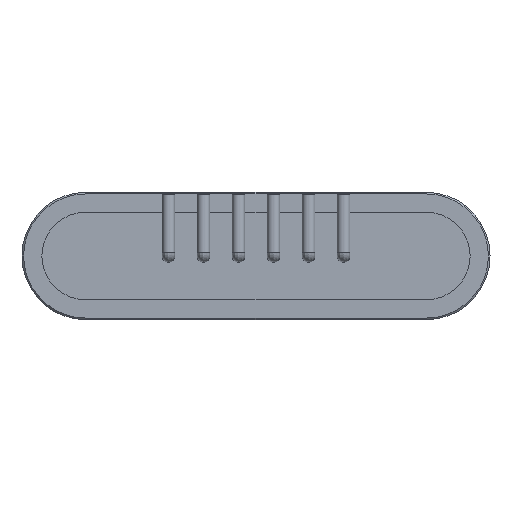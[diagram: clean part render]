
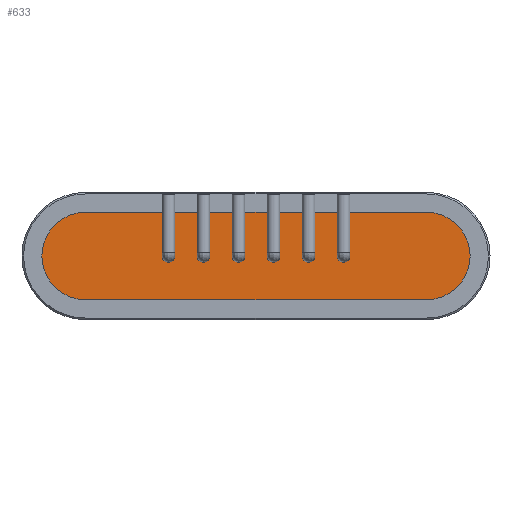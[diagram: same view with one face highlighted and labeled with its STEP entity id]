
A CAD part, left-side view. The second image highlights one B-rep face of the part: STEP entity #633.
In plain terms, the highlighted planar face has unit normal (-1, 0, 0).
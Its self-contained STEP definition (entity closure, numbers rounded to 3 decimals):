
#442 = VERTEX_POINT('',#443);
#443 = CARTESIAN_POINT('',(-2.6,-10.7,2.75));
#449 = EDGE_CURVE('',#442,#450,#452,.T.);
#450 = VERTEX_POINT('',#451);
#451 = CARTESIAN_POINT('',(-2.6,-10.7,-2.75));
#452 = CIRCLE('',#453,2.75);
#453 = AXIS2_PLACEMENT_3D('',#454,#455,#456);
#454 = CARTESIAN_POINT('',(-2.6,-10.7,0.));
#455 = DIRECTION('',(1.,0.,0.));
#456 = DIRECTION('',(0.,1.,0.));
#474 = EDGE_CURVE('',#450,#475,#477,.T.);
#475 = VERTEX_POINT('',#476);
#476 = CARTESIAN_POINT('',(-2.6,10.7,-2.75));
#477 = LINE('',#478,#479);
#478 = CARTESIAN_POINT('',(-2.6,-10.7,-2.75));
#479 = VECTOR('',#480,1.);
#480 = DIRECTION('',(0.,1.,0.));
#498 = EDGE_CURVE('',#475,#499,#501,.T.);
#499 = VERTEX_POINT('',#500);
#500 = CARTESIAN_POINT('',(-2.6,10.7,2.75));
#501 = CIRCLE('',#502,2.75);
#502 = AXIS2_PLACEMENT_3D('',#503,#504,#505);
#503 = CARTESIAN_POINT('',(-2.6,10.7,0.));
#504 = DIRECTION('',(1.,0.,0.));
#505 = DIRECTION('',(0.,1.,0.));
#523 = EDGE_CURVE('',#499,#442,#524,.T.);
#524 = LINE('',#525,#526);
#525 = CARTESIAN_POINT('',(-2.6,10.7,2.75));
#526 = VECTOR('',#527,1.);
#527 = DIRECTION('',(0.,-1.,0.));
#633 = ADVANCED_FACE('',(#634,#640,#651,#662,#673,#684,#695),#706,.F.);
#634 = FACE_BOUND('',#635,.F.);
#635 = EDGE_LOOP('',(#636,#637,#638,#639));
#636 = ORIENTED_EDGE('',*,*,#449,.T.);
#637 = ORIENTED_EDGE('',*,*,#474,.T.);
#638 = ORIENTED_EDGE('',*,*,#498,.T.);
#639 = ORIENTED_EDGE('',*,*,#523,.T.);
#640 = FACE_BOUND('',#641,.F.);
#641 = EDGE_LOOP('',(#642));
#642 = ORIENTED_EDGE('',*,*,#643,.F.);
#643 = EDGE_CURVE('',#644,#644,#646,.T.);
#644 = VERTEX_POINT('',#645);
#645 = CARTESIAN_POINT('',(-2.6,5.9,0.));
#646 = CIRCLE('',#647,0.4);
#647 = AXIS2_PLACEMENT_3D('',#648,#649,#650);
#648 = CARTESIAN_POINT('',(-2.6,5.5,0.));
#649 = DIRECTION('',(1.,0.,0.));
#650 = DIRECTION('',(0.,1.,0.));
#651 = FACE_BOUND('',#652,.F.);
#652 = EDGE_LOOP('',(#653));
#653 = ORIENTED_EDGE('',*,*,#654,.F.);
#654 = EDGE_CURVE('',#655,#655,#657,.T.);
#655 = VERTEX_POINT('',#656);
#656 = CARTESIAN_POINT('',(-2.6,3.7,0.));
#657 = CIRCLE('',#658,0.4);
#658 = AXIS2_PLACEMENT_3D('',#659,#660,#661);
#659 = CARTESIAN_POINT('',(-2.6,3.3,0.));
#660 = DIRECTION('',(1.,0.,0.));
#661 = DIRECTION('',(0.,1.,0.));
#662 = FACE_BOUND('',#663,.F.);
#663 = EDGE_LOOP('',(#664));
#664 = ORIENTED_EDGE('',*,*,#665,.F.);
#665 = EDGE_CURVE('',#666,#666,#668,.T.);
#666 = VERTEX_POINT('',#667);
#667 = CARTESIAN_POINT('',(-2.6,1.5,0.));
#668 = CIRCLE('',#669,0.4);
#669 = AXIS2_PLACEMENT_3D('',#670,#671,#672);
#670 = CARTESIAN_POINT('',(-2.6,1.1,0.));
#671 = DIRECTION('',(1.,0.,0.));
#672 = DIRECTION('',(0.,1.,0.));
#673 = FACE_BOUND('',#674,.F.);
#674 = EDGE_LOOP('',(#675));
#675 = ORIENTED_EDGE('',*,*,#676,.F.);
#676 = EDGE_CURVE('',#677,#677,#679,.T.);
#677 = VERTEX_POINT('',#678);
#678 = CARTESIAN_POINT('',(-2.6,-0.7,0.));
#679 = CIRCLE('',#680,0.4);
#680 = AXIS2_PLACEMENT_3D('',#681,#682,#683);
#681 = CARTESIAN_POINT('',(-2.6,-1.1,0.));
#682 = DIRECTION('',(1.,0.,0.));
#683 = DIRECTION('',(0.,1.,0.));
#684 = FACE_BOUND('',#685,.F.);
#685 = EDGE_LOOP('',(#686));
#686 = ORIENTED_EDGE('',*,*,#687,.F.);
#687 = EDGE_CURVE('',#688,#688,#690,.T.);
#688 = VERTEX_POINT('',#689);
#689 = CARTESIAN_POINT('',(-2.6,-2.9,0.));
#690 = CIRCLE('',#691,0.4);
#691 = AXIS2_PLACEMENT_3D('',#692,#693,#694);
#692 = CARTESIAN_POINT('',(-2.6,-3.3,0.));
#693 = DIRECTION('',(1.,0.,0.));
#694 = DIRECTION('',(0.,1.,0.));
#695 = FACE_BOUND('',#696,.F.);
#696 = EDGE_LOOP('',(#697));
#697 = ORIENTED_EDGE('',*,*,#698,.F.);
#698 = EDGE_CURVE('',#699,#699,#701,.T.);
#699 = VERTEX_POINT('',#700);
#700 = CARTESIAN_POINT('',(-2.6,-5.1,0.));
#701 = CIRCLE('',#702,0.4);
#702 = AXIS2_PLACEMENT_3D('',#703,#704,#705);
#703 = CARTESIAN_POINT('',(-2.6,-5.5,0.));
#704 = DIRECTION('',(1.,0.,0.));
#705 = DIRECTION('',(0.,1.,0.));
#706 = PLANE('',#707);
#707 = AXIS2_PLACEMENT_3D('',#708,#709,#710);
#708 = CARTESIAN_POINT('',(-2.6,0.,0.));
#709 = DIRECTION('',(1.,0.,0.));
#710 = DIRECTION('',(0.,0.,1.));
